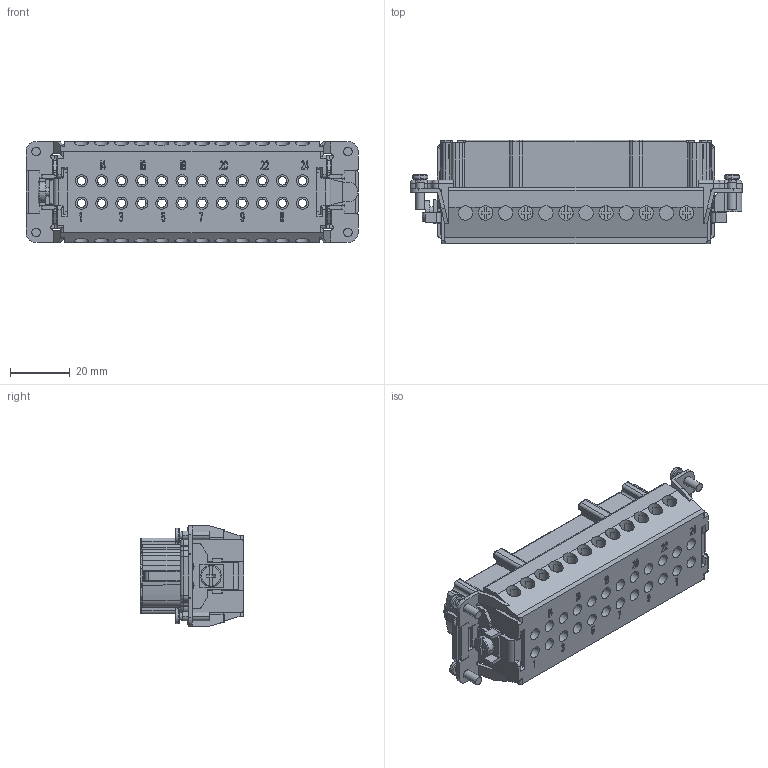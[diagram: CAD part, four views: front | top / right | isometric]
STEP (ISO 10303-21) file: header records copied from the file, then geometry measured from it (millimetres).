
FILE_DESCRIPTION(/* description */ (''),/* implementation_level */ '2;1');
FILE_NAME(/* name */ '3D_1240100210001_HVE-010-F_V1.1_stp.stp',/* time_stamp */ '2023-11-29T09:52:50+08:00',/* author */ (''),/* organization */ (''),/* preprocessor_version */ 'ST-DEVELOPER v18.1',/* originating_system */ 'SIEMENS PLM Software NX 1980',/* authorisation */ '');
FILE_SCHEMA (('AP203_CONFIGURATION_CONTROLLED_3D_DESIGN_OF_MECHANICAL_PARTS_AND_ASSEMBLIES_MIM_LF { 1 0 10303 403 2 1 2}'));
Products named in the file (1): ylga24CCF8FCv367
Bounding box: 110.8 x 34.5 x 33.7 mm (x, y, z)
Volume: 63070.6 mm3; surface area: 41746.1 mm2
Topology: 1 solids, 29 shells, 2753 faces, 7616 edges, 5037 vertices
Faces by surface type: plane 2000, cylinder 597, cone 92, bspline 37, torus 17, sphere 10
Entity records: 89660 total; most frequent: CARTESIAN_POINT 18566, ORIENTED_EDGE 15234, DIRECTION 14000, EDGE_CURVE 7617, LINE 5886, VECTOR 5886, VERTEX_POINT 5038, AXIS2_PLACEMENT_3D 4057
